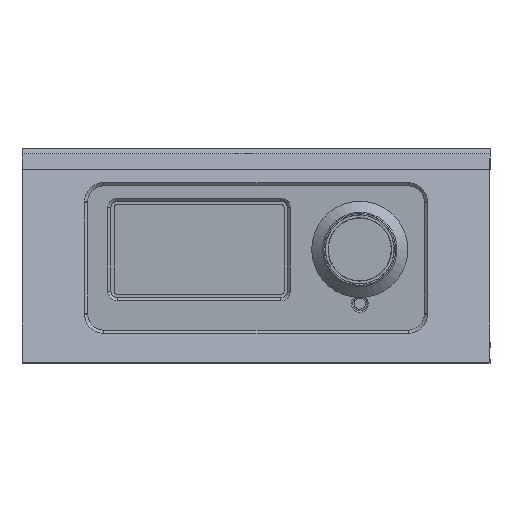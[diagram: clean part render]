
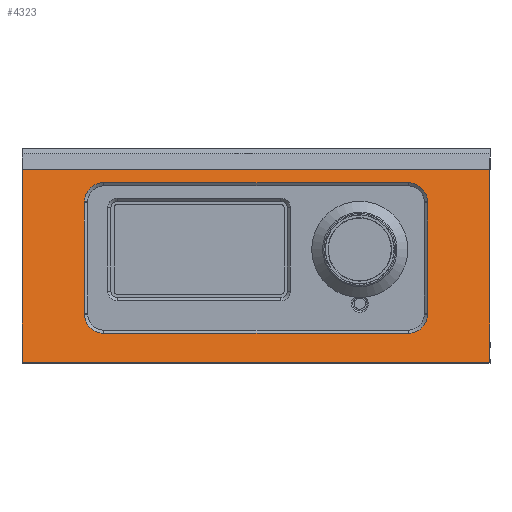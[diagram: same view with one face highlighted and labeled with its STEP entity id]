
A CAD part, front view. The second image highlights one B-rep face of the part: STEP entity #4323.
In plain terms, the highlighted planar face has unit normal (0, -0.984, 0.179).
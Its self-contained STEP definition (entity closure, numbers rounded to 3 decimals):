
#31=B_SPLINE_CURVE_WITH_KNOTS('',3,(#7050,#7051,#7052,#7053,#7054,#7055),
 .UNSPECIFIED.,.F.,.F.,(4,1,1,4),(-1.571,-0.898,-0.449,
0.),.UNSPECIFIED.);
#32=B_SPLINE_CURVE_WITH_KNOTS('',3,(#7057,#7058,#7059,#7060),
 .UNSPECIFIED.,.F.,.F.,(4,4),(-1.019,-1.001),
 .UNSPECIFIED.);
#33=B_SPLINE_CURVE_WITH_KNOTS('',3,(#7064,#7065,#7066,#7067),
 .UNSPECIFIED.,.F.,.F.,(4,4),(1.535,1.571),
 .UNSPECIFIED.);
#34=B_SPLINE_CURVE_WITH_KNOTS('',3,(#7069,#7070,#7071,#7072,#7073,#7074),
 .UNSPECIFIED.,.F.,.F.,(4,1,1,4),(0.,0.439,
0.877,1.535),.UNSPECIFIED.);
#35=B_SPLINE_CURVE_WITH_KNOTS('',3,(#7078,#7079,#7080,#7081,#7082,#7083),
 .UNSPECIFIED.,.F.,.F.,(4,1,1,4),(-1.535,-0.877,
-0.439,0.),.UNSPECIFIED.);
#36=B_SPLINE_CURVE_WITH_KNOTS('',3,(#7085,#7086,#7087,#7088),
 .UNSPECIFIED.,.F.,.F.,(4,4),(-1.571,-1.535),
 .UNSPECIFIED.);
#37=B_SPLINE_CURVE_WITH_KNOTS('',3,(#7092,#7093,#7094,#7095),
 .UNSPECIFIED.,.F.,.F.,(4,4),(-1.213,-1.195),
 .UNSPECIFIED.);
#38=B_SPLINE_CURVE_WITH_KNOTS('',3,(#7097,#7098,#7099,#7100,#7101,#7102),
 .UNSPECIFIED.,.F.,.F.,(4,1,1,4),(0.,0.673,
1.122,1.571),.UNSPECIFIED.);
#119=FACE_BOUND('',#1566,.T.);
#460=LINE('',#7003,#893);
#470=LINE('',#7044,#903);
#471=LINE('',#7046,#904);
#472=LINE('',#7047,#905);
#473=LINE('',#7062,#906);
#474=LINE('',#7076,#907);
#475=LINE('',#7090,#908);
#476=LINE('',#7103,#909);
#893=VECTOR('',#5681,10.);
#903=VECTOR('',#5731,1000.);
#904=VECTOR('',#5732,10.);
#905=VECTOR('',#5733,1000.);
#906=VECTOR('',#5734,10.);
#907=VECTOR('',#5735,10.);
#908=VECTOR('',#5736,10.);
#909=VECTOR('',#5737,10.);
#1274=FACE_OUTER_BOUND('',#1565,.T.);
#1565=EDGE_LOOP('',(#3605,#3606,#3607,#3608));
#1566=EDGE_LOOP('',(#3609,#3610,#3611,#3612,#3613,#3614,#3615,#3616,#3617,
#3618,#3619,#3620));
#2045=VERTEX_POINT('',#7000);
#2046=VERTEX_POINT('',#7002);
#2057=VERTEX_POINT('',#7043);
#2058=VERTEX_POINT('',#7045);
#2059=VERTEX_POINT('',#7048);
#2060=VERTEX_POINT('',#7049);
#2061=VERTEX_POINT('',#7056);
#2062=VERTEX_POINT('',#7061);
#2063=VERTEX_POINT('',#7063);
#2064=VERTEX_POINT('',#7068);
#2065=VERTEX_POINT('',#7075);
#2066=VERTEX_POINT('',#7077);
#2067=VERTEX_POINT('',#7084);
#2068=VERTEX_POINT('',#7089);
#2069=VERTEX_POINT('',#7091);
#2070=VERTEX_POINT('',#7096);
#2570=EDGE_CURVE('',#2045,#2046,#460,.T.);
#2589=EDGE_CURVE('',#2057,#2045,#470,.T.);
#2590=EDGE_CURVE('',#2058,#2057,#471,.T.);
#2591=EDGE_CURVE('',#2058,#2046,#472,.T.);
#2592=EDGE_CURVE('',#2059,#2060,#31,.T.);
#2593=EDGE_CURVE('',#2061,#2059,#32,.T.);
#2594=EDGE_CURVE('',#2062,#2061,#473,.T.);
#2595=EDGE_CURVE('',#2063,#2062,#33,.T.);
#2596=EDGE_CURVE('',#2064,#2063,#34,.T.);
#2597=EDGE_CURVE('',#2065,#2064,#474,.T.);
#2598=EDGE_CURVE('',#2066,#2065,#35,.T.);
#2599=EDGE_CURVE('',#2067,#2066,#36,.T.);
#2600=EDGE_CURVE('',#2068,#2067,#475,.T.);
#2601=EDGE_CURVE('',#2069,#2068,#37,.T.);
#2602=EDGE_CURVE('',#2070,#2069,#38,.T.);
#2603=EDGE_CURVE('',#2060,#2070,#476,.T.);
#3605=ORIENTED_EDGE('',*,*,#2570,.F.);
#3606=ORIENTED_EDGE('',*,*,#2589,.F.);
#3607=ORIENTED_EDGE('',*,*,#2590,.F.);
#3608=ORIENTED_EDGE('',*,*,#2591,.T.);
#3609=ORIENTED_EDGE('',*,*,#2592,.F.);
#3610=ORIENTED_EDGE('',*,*,#2593,.F.);
#3611=ORIENTED_EDGE('',*,*,#2594,.F.);
#3612=ORIENTED_EDGE('',*,*,#2595,.F.);
#3613=ORIENTED_EDGE('',*,*,#2596,.F.);
#3614=ORIENTED_EDGE('',*,*,#2597,.F.);
#3615=ORIENTED_EDGE('',*,*,#2598,.F.);
#3616=ORIENTED_EDGE('',*,*,#2599,.F.);
#3617=ORIENTED_EDGE('',*,*,#2600,.F.);
#3618=ORIENTED_EDGE('',*,*,#2601,.F.);
#3619=ORIENTED_EDGE('',*,*,#2602,.F.);
#3620=ORIENTED_EDGE('',*,*,#2603,.F.);
#4091=PLANE('',#4729);
#4323=ADVANCED_FACE('',(#1274,#119),#4091,.F.);
#4729=AXIS2_PLACEMENT_3D('',#7042,#5729,#5730);
#5681=DIRECTION('',(1.,0.,0.));
#5729=DIRECTION('center_axis',(0.,0.984,-0.179));
#5730=DIRECTION('ref_axis',(0.,0.179,0.984));
#5731=DIRECTION('',(0.,0.179,0.984));
#5732=DIRECTION('',(-1.,0.,0.));
#5733=DIRECTION('',(0.,0.179,0.984));
#5734=DIRECTION('',(0.,-0.179,-0.984));
#5735=DIRECTION('',(-1.,0.,0.));
#5736=DIRECTION('',(0.,0.179,0.984));
#5737=DIRECTION('',(1.,0.,0.));
#7000=CARTESIAN_POINT('',(-146.139,10.928,52.924));
#7002=CARTESIAN_POINT('',(-0.167,10.928,52.924));
#7003=CARTESIAN_POINT('',(-219.194,10.928,52.924));
#7042=CARTESIAN_POINT('Origin',(-365.235,0.11,-6.576));
#7043=CARTESIAN_POINT('',(-146.139,-0.001,-7.183));
#7044=CARTESIAN_POINT('',(-146.139,0.11,-6.576));
#7045=CARTESIAN_POINT('',(-0.167,-0.001,-7.183));
#7046=CARTESIAN_POINT('',(-219.194,-0.001,-7.183));
#7047=CARTESIAN_POINT('',(-0.167,0.11,-6.576));
#7048=CARTESIAN_POINT('',(-126.653,2.723,7.799));
#7049=CARTESIAN_POINT('',(-120.653,1.635,1.816));
#7050=CARTESIAN_POINT('Ctrl Pts',(-126.653,2.723,7.799));
#7051=CARTESIAN_POINT('Ctrl Pts',(-126.653,2.48,6.46));
#7052=CARTESIAN_POINT('Ctrl Pts',(-125.872,2.075,4.235));
#7053=CARTESIAN_POINT('Ctrl Pts',(-123.35,1.71,2.228));
#7054=CARTESIAN_POINT('Ctrl Pts',(-121.553,1.635,1.816));
#7055=CARTESIAN_POINT('Ctrl Pts',(-120.653,1.635,1.816));
#7056=CARTESIAN_POINT('',(-126.653,2.756,7.978));
#7057=CARTESIAN_POINT('Ctrl Pts',(-126.653,2.756,7.978));
#7058=CARTESIAN_POINT('Ctrl Pts',(-126.653,2.745,7.919));
#7059=CARTESIAN_POINT('Ctrl Pts',(-126.653,2.734,7.859));
#7060=CARTESIAN_POINT('Ctrl Pts',(-126.653,2.723,7.799));
#7061=CARTESIAN_POINT('',(-126.653,9.087,42.799));
#7062=CARTESIAN_POINT('',(-126.653,0.933,-2.048));
#7063=CARTESIAN_POINT('',(-126.649,9.126,43.013));
#7064=CARTESIAN_POINT('Ctrl Pts',(-126.649,9.126,43.013));
#7065=CARTESIAN_POINT('Ctrl Pts',(-126.652,9.113,42.942));
#7066=CARTESIAN_POINT('Ctrl Pts',(-126.653,9.1,42.871));
#7067=CARTESIAN_POINT('Ctrl Pts',(-126.653,9.087,42.799));
#7068=CARTESIAN_POINT('',(-120.653,10.175,48.783));
#7069=CARTESIAN_POINT('Ctrl Pts',(-120.653,10.175,48.783));
#7070=CARTESIAN_POINT('Ctrl Pts',(-121.533,10.175,48.783));
#7071=CARTESIAN_POINT('Ctrl Pts',(-123.289,10.104,48.39));
#7072=CARTESIAN_POINT('Ctrl Pts',(-125.78,9.754,46.468));
#7073=CARTESIAN_POINT('Ctrl Pts',(-126.603,9.364,44.321));
#7074=CARTESIAN_POINT('Ctrl Pts',(-126.649,9.126,43.013));
#7075=CARTESIAN_POINT('',(-25.653,10.175,48.783));
#7076=CARTESIAN_POINT('',(-245.444,10.175,48.783));
#7077=CARTESIAN_POINT('',(-19.657,9.126,43.013));
#7078=CARTESIAN_POINT('Ctrl Pts',(-19.657,9.126,43.013));
#7079=CARTESIAN_POINT('Ctrl Pts',(-19.704,9.364,44.321));
#7080=CARTESIAN_POINT('Ctrl Pts',(-20.526,9.754,46.468));
#7081=CARTESIAN_POINT('Ctrl Pts',(-23.017,10.104,48.39));
#7082=CARTESIAN_POINT('Ctrl Pts',(-24.774,10.175,48.783));
#7083=CARTESIAN_POINT('Ctrl Pts',(-25.653,10.175,48.783));
#7084=CARTESIAN_POINT('',(-19.653,9.087,42.799));
#7085=CARTESIAN_POINT('Ctrl Pts',(-19.653,9.087,42.799));
#7086=CARTESIAN_POINT('Ctrl Pts',(-19.653,9.1,42.871));
#7087=CARTESIAN_POINT('Ctrl Pts',(-19.654,9.113,42.942));
#7088=CARTESIAN_POINT('Ctrl Pts',(-19.657,9.126,43.013));
#7089=CARTESIAN_POINT('',(-19.653,2.756,7.978));
#7090=CARTESIAN_POINT('',(-19.653,4.893,19.732));
#7091=CARTESIAN_POINT('',(-19.653,2.723,7.799));
#7092=CARTESIAN_POINT('Ctrl Pts',(-19.653,2.723,7.799));
#7093=CARTESIAN_POINT('Ctrl Pts',(-19.653,2.734,7.859));
#7094=CARTESIAN_POINT('Ctrl Pts',(-19.653,2.745,7.919));
#7095=CARTESIAN_POINT('Ctrl Pts',(-19.653,2.756,7.978));
#7096=CARTESIAN_POINT('',(-25.653,1.635,1.816));
#7097=CARTESIAN_POINT('Ctrl Pts',(-25.653,1.635,1.816));
#7098=CARTESIAN_POINT('Ctrl Pts',(-24.303,1.635,1.816));
#7099=CARTESIAN_POINT('Ctrl Pts',(-22.062,1.779,2.605));
#7100=CARTESIAN_POINT('Ctrl Pts',(-20.061,2.237,5.124));
#7101=CARTESIAN_POINT('Ctrl Pts',(-19.653,2.561,6.907));
#7102=CARTESIAN_POINT('Ctrl Pts',(-19.653,2.723,7.799));
#7103=CARTESIAN_POINT('',(-192.944,1.635,1.816));
